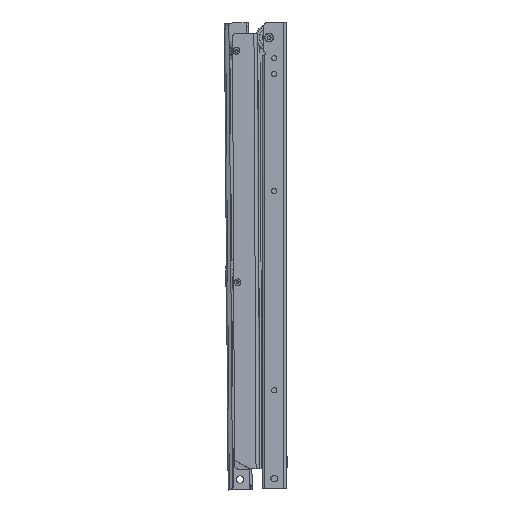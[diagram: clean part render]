
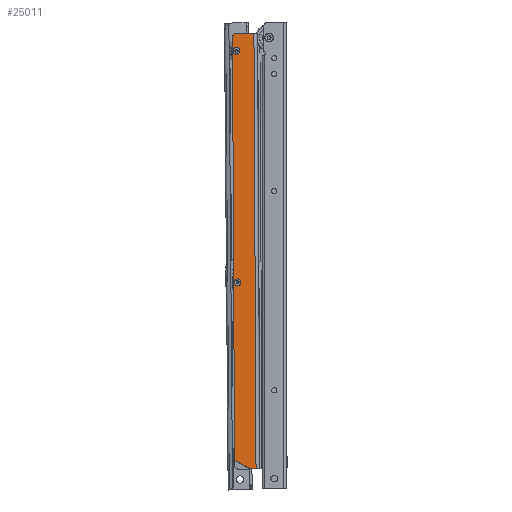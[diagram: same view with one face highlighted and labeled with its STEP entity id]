
A CAD part, left-side view. The second image highlights one B-rep face of the part: STEP entity #25011.
In plain terms, the highlighted planar face has unit normal (-1, 0, 0).
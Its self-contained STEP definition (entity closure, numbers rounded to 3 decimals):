
#1484 = EDGE_CURVE ( 'NONE', #40853, #37378, #47561, .T. ) ;
#1941 = CARTESIAN_POINT ( 'NONE',  ( -7.5, 1.225, -420. ) ) ;
#2901 = CARTESIAN_POINT ( 'NONE',  ( -7.5, 18.1, -236.8 ) ) ;
#3093 = DIRECTION ( 'NONE',  ( 1., 0., 0. ) ) ;
#3529 = CIRCLE ( 'NONE', #13626, 3.2 ) ;
#4382 = DIRECTION ( 'NONE',  ( -1., 0., 0. ) ) ;
#4665 = ORIENTED_EDGE ( 'NONE', *, *, #14395, .T. ) ;
#4895 = CIRCLE ( 'NONE', #45120, 4. ) ;
#5000 = DIRECTION ( 'NONE',  ( 0., -1., 0. ) ) ;
#5248 = CIRCLE ( 'NONE', #22032, 3.2 ) ;
#6207 = VERTEX_POINT ( 'NONE', #2901 ) ;
#7765 = EDGE_LOOP ( 'NONE', ( #21254, #4665 ) ) ;
#9509 = CARTESIAN_POINT ( 'NONE',  ( -7.5, 17.9, -4. ) ) ;
#10299 = EDGE_LOOP ( 'NONE', ( #14728, #46313, #63228, #22650, #21879, #58174 ) ) ;
#11148 = CARTESIAN_POINT ( 'NONE',  ( -7.5, 18.1, -17. ) ) ;
#11391 = VERTEX_POINT ( 'NONE', #27110 ) ;
#11560 = VERTEX_POINT ( 'NONE', #52818 ) ;
#11596 = VECTOR ( 'NONE', #23890, 1000. ) ;
#11973 = ORIENTED_EDGE ( 'NONE', *, *, #66159, .T. ) ;
#13626 = AXIS2_PLACEMENT_3D ( 'NONE', #23782, #3093, #39234 ) ;
#13735 = LINE ( 'NONE', #35125, #27650 ) ;
#14074 = CARTESIAN_POINT ( 'NONE',  ( -7.5, 21.9, 0. ) ) ;
#14395 = EDGE_CURVE ( 'NONE', #19947, #11391, #33908, .T. ) ;
#14523 = LINE ( 'NONE', #26436, #62439 ) ;
#14728 = ORIENTED_EDGE ( 'NONE', *, *, #1484, .F. ) ;
#16158 = CARTESIAN_POINT ( 'NONE',  ( -7.5, 21.9, -420. ) ) ;
#16525 = DIRECTION ( 'NONE',  ( 0., -1., 0. ) ) ;
#18771 = DIRECTION ( 'NONE',  ( 0., -1., 0. ) ) ;
#19838 = CARTESIAN_POINT ( 'NONE',  ( -7.5, 21.9, -411.272 ) ) ;
#19947 = VERTEX_POINT ( 'NONE', #35208 ) ;
#21254 = ORIENTED_EDGE ( 'NONE', *, *, #21942, .T. ) ;
#21879 = ORIENTED_EDGE ( 'NONE', *, *, #67714, .T. ) ;
#21942 = EDGE_CURVE ( 'NONE', #11391, #19947, #5248, .T. ) ;
#22032 = AXIS2_PLACEMENT_3D ( 'NONE', #32127, #29274, #18771 ) ;
#22366 = CIRCLE ( 'NONE', #62616, 3.2 ) ;
#22650 = ORIENTED_EDGE ( 'NONE', *, *, #56826, .F. ) ;
#23782 = CARTESIAN_POINT ( 'NONE',  ( -7.5, 18.1, -240. ) ) ;
#23890 = DIRECTION ( 'NONE',  ( 0., -1., 0. ) ) ;
#24566 = DIRECTION ( 'NONE',  ( 0., -1., 0. ) ) ;
#24639 = EDGE_CURVE ( 'NONE', #37378, #32586, #14523, .T. ) ;
#25011 = ADVANCED_FACE ( 'NONE', ( #46741, #41869, #67821 ), #68169, .T. ) ;
#26436 = CARTESIAN_POINT ( 'NONE',  ( -7.5, 21.9, -420. ) ) ;
#26524 = VERTEX_POINT ( 'NONE', #49454 ) ;
#27110 = CARTESIAN_POINT ( 'NONE',  ( -7.5, 18.1, -13.8 ) ) ;
#27378 = LINE ( 'NONE', #16158, #47178 ) ;
#27650 = VECTOR ( 'NONE', #56449, 1000. ) ;
#27884 = EDGE_CURVE ( 'NONE', #40853, #50024, #27378, .T. ) ;
#29274 = DIRECTION ( 'NONE',  ( 1., 0., 0. ) ) ;
#31582 = CARTESIAN_POINT ( 'NONE',  ( -7.5, 17.9, 0. ) ) ;
#31972 = CARTESIAN_POINT ( 'NONE',  ( -7.5, 18.1, -240. ) ) ;
#32127 = CARTESIAN_POINT ( 'NONE',  ( -7.5, 18.1, -17. ) ) ;
#32586 = VERTEX_POINT ( 'NONE', #38265 ) ;
#32673 = DIRECTION ( 'NONE',  ( 1., 0., 0. ) ) ;
#33908 = CIRCLE ( 'NONE', #57423, 3.2 ) ;
#35125 = CARTESIAN_POINT ( 'NONE',  ( -7.5, 1.225, -420. ) ) ;
#35208 = CARTESIAN_POINT ( 'NONE',  ( -7.5, 18.1, -20.2 ) ) ;
#36383 = CARTESIAN_POINT ( 'NONE',  ( -7.5, 18.121, -413.454 ) ) ;
#37212 = CARTESIAN_POINT ( 'NONE',  ( -7.5, 6.783, -420. ) ) ;
#37378 = VERTEX_POINT ( 'NONE', #19838 ) ;
#38132 = DIRECTION ( 'NONE',  ( 1., 0., 0. ) ) ;
#38265 = CARTESIAN_POINT ( 'NONE',  ( -7.5, 21.9, -4. ) ) ;
#39234 = DIRECTION ( 'NONE',  ( 0., -1., 0. ) ) ;
#39920 = EDGE_LOOP ( 'NONE', ( #65059, #11973 ) ) ;
#40853 = VERTEX_POINT ( 'NONE', #37212 ) ;
#41527 = CARTESIAN_POINT ( 'NONE',  ( -7.5, 21.9, -420. ) ) ;
#41869 = FACE_BOUND ( 'NONE', #7765, .T. ) ;
#44574 = LINE ( 'NONE', #14074, #11596 ) ;
#45120 = AXIS2_PLACEMENT_3D ( 'NONE', #9509, #52190, #24566 ) ;
#46313 = ORIENTED_EDGE ( 'NONE', *, *, #27884, .T. ) ;
#46600 = EDGE_CURVE ( 'NONE', #50024, #11560, #13735, .T. ) ;
#46741 = FACE_BOUND ( 'NONE', #39920, .T. ) ;
#47178 = VECTOR ( 'NONE', #16525, 1000. ) ;
#47561 = LINE ( 'NONE', #36383, #66235 ) ;
#49454 = CARTESIAN_POINT ( 'NONE',  ( -7.5, 18.1, -243.2 ) ) ;
#50024 = VERTEX_POINT ( 'NONE', #1941 ) ;
#51550 = EDGE_CURVE ( 'NONE', #6207, #26524, #22366, .T. ) ;
#52190 = DIRECTION ( 'NONE',  ( -1., 0., 0. ) ) ;
#52818 = CARTESIAN_POINT ( 'NONE',  ( -7.5, 1.225, 0. ) ) ;
#55243 = DIRECTION ( 'NONE',  ( 0., -1., 0. ) ) ;
#56449 = DIRECTION ( 'NONE',  ( 0., 0., 1. ) ) ;
#56826 = EDGE_CURVE ( 'NONE', #68280, #11560, #44574, .T. ) ;
#57423 = AXIS2_PLACEMENT_3D ( 'NONE', #11148, #38132, #55243 ) ;
#57706 = DIRECTION ( 'NONE',  ( 0., 0.866, 0.5 ) ) ;
#58174 = ORIENTED_EDGE ( 'NONE', *, *, #24639, .F. ) ;
#62439 = VECTOR ( 'NONE', #63918, 1000. ) ;
#62616 = AXIS2_PLACEMENT_3D ( 'NONE', #31972, #32673, #5000 ) ;
#62882 = DIRECTION ( 'NONE',  ( 0., -1., 0. ) ) ;
#63228 = ORIENTED_EDGE ( 'NONE', *, *, #46600, .T. ) ;
#63641 = AXIS2_PLACEMENT_3D ( 'NONE', #41527, #4382, #62882 ) ;
#63918 = DIRECTION ( 'NONE',  ( 0., 0., 1. ) ) ;
#65059 = ORIENTED_EDGE ( 'NONE', *, *, #51550, .T. ) ;
#66159 = EDGE_CURVE ( 'NONE', #26524, #6207, #3529, .T. ) ;
#66235 = VECTOR ( 'NONE', #57706, 1000. ) ;
#67714 = EDGE_CURVE ( 'NONE', #68280, #32586, #4895, .T. ) ;
#67821 = FACE_OUTER_BOUND ( 'NONE', #10299, .T. ) ;
#68169 = PLANE ( 'NONE',  #63641 ) ;
#68280 = VERTEX_POINT ( 'NONE', #31582 ) ;
